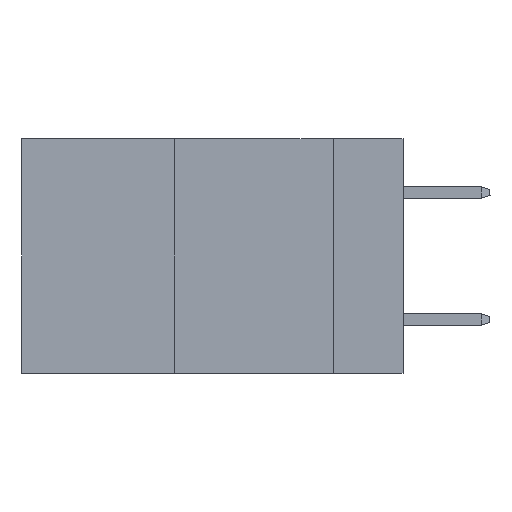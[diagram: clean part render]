
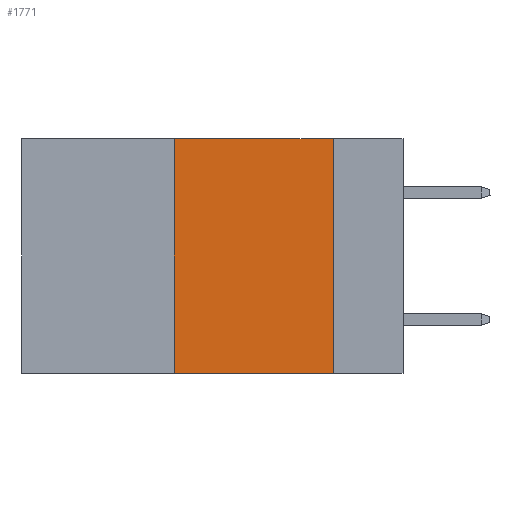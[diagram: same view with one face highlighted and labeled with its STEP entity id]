
A CAD part, left-side view. The second image highlights one B-rep face of the part: STEP entity #1771.
In plain terms, the highlighted planar face has unit normal (-1, 0, 0).
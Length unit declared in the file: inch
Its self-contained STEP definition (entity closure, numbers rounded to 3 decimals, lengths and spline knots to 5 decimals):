
#294 = EDGE_CURVE ( 'NONE', #5798, #4248, #3267, .T. ) ;
#435 = AXIS2_PLACEMENT_3D ( 'NONE', #10837, #2358, #3124 ) ;
#554 = EDGE_LOOP ( 'NONE', ( #718, #4597, #8085, #5206 ) ) ;
#696 = CARTESIAN_POINT ( 'NONE',  ( 0., 0.36, 0. ) ) ;
#718 = ORIENTED_EDGE ( 'NONE', *, *, #8597, .F. ) ;
#1089 = VECTOR ( 'NONE', #7572, 39.37008 ) ;
#1771 = ADVANCED_FACE ( 'NONE', ( #3976 ), #7400, .F. ) ;
#2358 = DIRECTION ( 'NONE',  ( 1., 0., 0. ) ) ;
#2710 = LINE ( 'NONE', #4510, #8552 ) ;
#2763 = LINE ( 'NONE', #7987, #10016 ) ;
#3124 = DIRECTION ( 'NONE',  ( 0., 0., -1. ) ) ;
#3267 = LINE ( 'NONE', #10121, #5941 ) ;
#3976 = FACE_OUTER_BOUND ( 'NONE', #554, .T. ) ;
#4153 = CARTESIAN_POINT ( 'NONE',  ( 0., 0.6, 0. ) ) ;
#4248 = VERTEX_POINT ( 'NONE', #696 ) ;
#4455 = DIRECTION ( 'NONE',  ( 0., 0., -1. ) ) ;
#4510 = CARTESIAN_POINT ( 'NONE',  ( 0., 0.11, 0. ) ) ;
#4597 = ORIENTED_EDGE ( 'NONE', *, *, #7437, .F. ) ;
#5206 = ORIENTED_EDGE ( 'NONE', *, *, #7687, .T. ) ;
#5710 = DIRECTION ( 'NONE',  ( 0., 0., 1. ) ) ;
#5798 = VERTEX_POINT ( 'NONE', #9481 ) ;
#5941 = VECTOR ( 'NONE', #5710, 39.37008 ) ;
#6307 = DIRECTION ( 'NONE',  ( 0., -1., 0. ) ) ;
#7400 = PLANE ( 'NONE',  #435 ) ;
#7437 = EDGE_CURVE ( 'NONE', #4248, #10350, #10850, .T. ) ;
#7572 = DIRECTION ( 'NONE',  ( 0., -1., 0. ) ) ;
#7687 = EDGE_CURVE ( 'NONE', #5798, #8170, #2763, .T. ) ;
#7987 = CARTESIAN_POINT ( 'NONE',  ( 0., 0.6, -0.37 ) ) ;
#8085 = ORIENTED_EDGE ( 'NONE', *, *, #294, .F. ) ;
#8170 = VERTEX_POINT ( 'NONE', #9321 ) ;
#8552 = VECTOR ( 'NONE', #4455, 39.37008 ) ;
#8597 = EDGE_CURVE ( 'NONE', #10350, #8170, #2710, .T. ) ;
#9321 = CARTESIAN_POINT ( 'NONE',  ( 0., 0.11, -0.37 ) ) ;
#9481 = CARTESIAN_POINT ( 'NONE',  ( 0., 0.36, -0.37 ) ) ;
#9482 = CARTESIAN_POINT ( 'NONE',  ( 0., 0.11, 0. ) ) ;
#10016 = VECTOR ( 'NONE', #6307, 39.37008 ) ;
#10121 = CARTESIAN_POINT ( 'NONE',  ( 0., 0.36, 0. ) ) ;
#10350 = VERTEX_POINT ( 'NONE', #9482 ) ;
#10837 = CARTESIAN_POINT ( 'NONE',  ( 0., 0.6, 0. ) ) ;
#10850 = LINE ( 'NONE', #4153, #1089 ) ;
